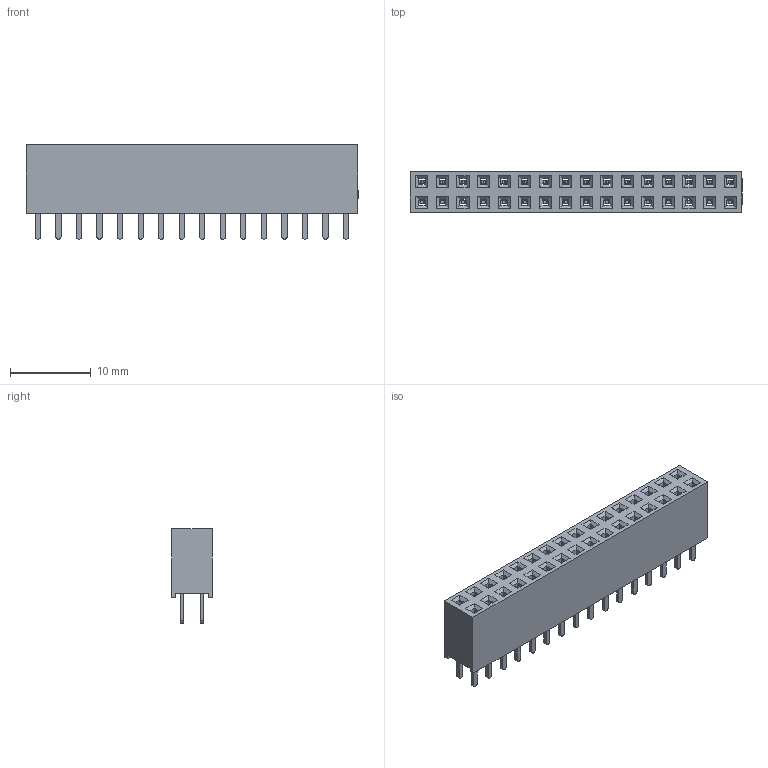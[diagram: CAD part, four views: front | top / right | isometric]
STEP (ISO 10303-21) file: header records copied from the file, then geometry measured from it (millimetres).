
FILE_DESCRIPTION (( 'STEP AP214' ), '1' );
FILE_NAME ('HDR-TH_32P-P2.54-F-LI-2X16P.step', '2022-10-19T02:48:09', ( '' ), ( '' ), 'SwSTEP 2.0', 'SolidWorks 2020', '' );
FILE_SCHEMA (( 'AUTOMOTIVE_DESIGN' ));
Length unit declared in the file: millimetre
Products named in the file (1): HDR-TH_32P-P2.54-F-LI-2X16P
Bounding box: 41.04 x 5 x 11.7 mm (x, y, z)
Volume: 1476.9 mm3; surface area: 3092.9 mm2
Topology: 1 solids, 1 shells, 1258 faces, 3583 edges, 2346 vertices
Faces by surface type: plane 904, cylinder 256, bspline 98
Entity records: 55135 total; most frequent: CARTESIAN_POINT 8494, ORIENTED_EDGE 7166, DIRECTION 6217, EDGE_CURVE 3583, LINE 2871, VECTOR 2871, VERTEX_POINT 2346, AXIS2_PLACEMENT_3D 1673
